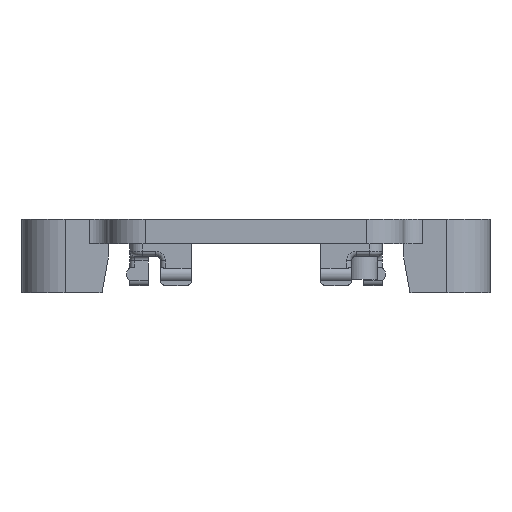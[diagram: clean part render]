
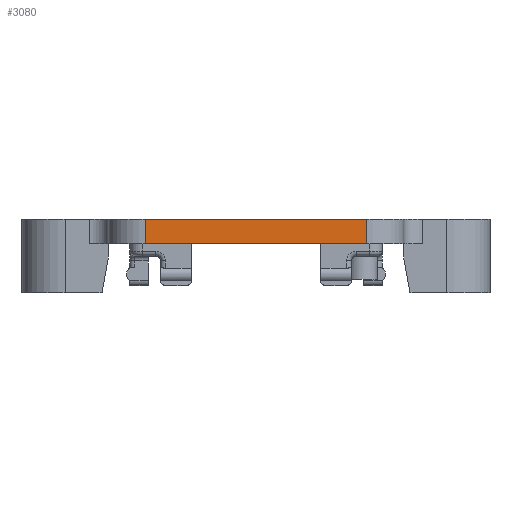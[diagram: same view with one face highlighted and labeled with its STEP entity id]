
A CAD part, front view. The second image highlights one B-rep face of the part: STEP entity #3080.
In plain terms, the highlighted planar face has unit normal (0, -1, 0).
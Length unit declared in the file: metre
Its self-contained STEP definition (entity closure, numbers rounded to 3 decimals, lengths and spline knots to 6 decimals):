
#548=ORIENTED_EDGE('',*,*,#1425,.T.);
#549=ORIENTED_EDGE('',*,*,#1461,.T.);
#550=ORIENTED_EDGE('',*,*,#1283,.F.);
#551=ORIENTED_EDGE('',*,*,#1462,.T.);
#1283=EDGE_CURVE('',#1749,#1750,#2031,.T.);
#1425=EDGE_CURVE('',#1880,#1879,#2123,.T.);
#1461=EDGE_CURVE('',#1879,#1750,#2146,.F.);
#1462=EDGE_CURVE('',#1749,#1880,#2147,.T.);
#1749=VERTEX_POINT('',#4678);
#1750=VERTEX_POINT('',#4680);
#1879=VERTEX_POINT('',#4974);
#1880=VERTEX_POINT('',#4976);
#2031=LINE('',#4679,#2311);
#2123=LINE('',#4975,#2403);
#2146=LINE('',#5047,#2426);
#2147=LINE('',#5048,#2427);
#2311=VECTOR('',#3672,1.);
#2403=VECTOR('',#3896,1.);
#2426=VECTOR('',#3947,1.);
#2427=VECTOR('',#3948,1.);
#2607=EDGE_LOOP('',(#548,#549,#550,#551));
#2811=FACE_BOUND('',#2607,.T.);
#3001=PLANE('',#3350);
#3080=ADVANCED_FACE('',(#2811),#3001,.F.);
#3350=AXIS2_PLACEMENT_3D('',#5046,#3945,#3946);
#3672=DIRECTION('',(1.,0.,0.));
#3896=DIRECTION('',(1.,0.,0.));
#3945=DIRECTION('',(0.,1.,0.));
#3946=DIRECTION('',(0.,0.,1.));
#3947=DIRECTION('',(0.,0.,-1.));
#3948=DIRECTION('',(0.,0.,-1.));
#4678=CARTESIAN_POINT('',(-0.009,-0.021,0.009));
#4679=CARTESIAN_POINT('',(0.,-0.021,0.009));
#4680=CARTESIAN_POINT('',(0.009,-0.021,0.009));
#4974=CARTESIAN_POINT('',(0.009,-0.021,0.007));
#4975=CARTESIAN_POINT('',(0.,-0.021,0.007));
#4976=CARTESIAN_POINT('',(-0.009,-0.021,0.007));
#5046=CARTESIAN_POINT('',(0.,-0.021,0.009));
#5047=CARTESIAN_POINT('',(0.009,-0.021,0.009));
#5048=CARTESIAN_POINT('',(-0.009,-0.021,0.009));
